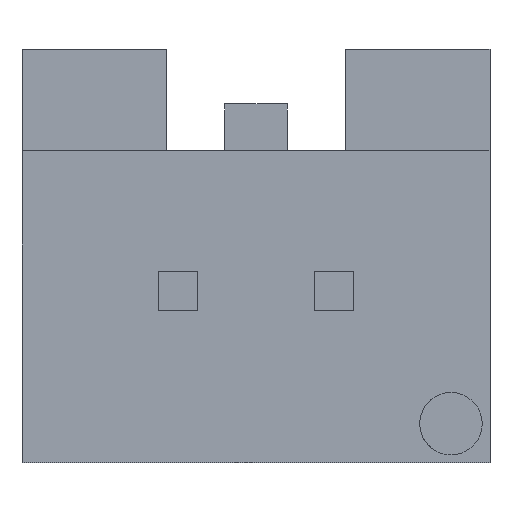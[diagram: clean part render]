
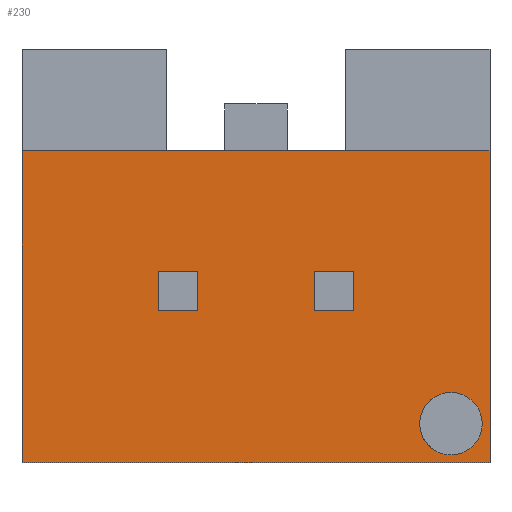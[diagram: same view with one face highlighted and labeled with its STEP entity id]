
A CAD part, front view. The second image highlights one B-rep face of the part: STEP entity #230.
In plain terms, the highlighted planar face has unit normal (0, -1, 0).
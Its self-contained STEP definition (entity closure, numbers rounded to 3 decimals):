
#55=AXIS2_PLACEMENT_3D('Circle Axis2P3D',#53,#54,$) ;
#109=AXIS2_PLACEMENT_3D('Circle Axis2P3D',#107,#108,$) ;
#122=AXIS2_PLACEMENT_3D('Plane Axis2P3D',#119,#120,#121) ;
#50=CARTESIAN_POINT('Vertex',(2.5,-3.85,-2.1)) ;
#53=CARTESIAN_POINT('Axis2P3D Location',(2.5,-3.85,-1.7)) ;
#57=CARTESIAN_POINT('Vertex',(2.5,-3.85,-1.3)) ;
#107=CARTESIAN_POINT('Axis2P3D Location',(2.5,-3.85,-1.7)) ;
#119=CARTESIAN_POINT('Axis2P3D Location',(-3.,-3.85,3.1)) ;
#124=CARTESIAN_POINT('Line Origine',(3.,-3.85,-0.2)) ;
#128=CARTESIAN_POINT('Vertex',(3.,-3.85,1.8)) ;
#130=CARTESIAN_POINT('Vertex',(3.,-3.85,-2.2)) ;
#133=CARTESIAN_POINT('Line Origine',(0.,-3.85,1.8)) ;
#137=CARTESIAN_POINT('Vertex',(-3.,-3.85,1.8)) ;
#140=CARTESIAN_POINT('Line Origine',(-3.,-3.85,-0.2)) ;
#144=CARTESIAN_POINT('Vertex',(-3.,-3.85,-2.2)) ;
#147=CARTESIAN_POINT('Line Origine',(0.,-3.85,-2.2)) ;
#158=CARTESIAN_POINT('Line Origine',(-1.25,-3.85,0.)) ;
#162=CARTESIAN_POINT('Vertex',(-1.25,-3.85,0.25)) ;
#164=CARTESIAN_POINT('Vertex',(-1.25,-3.85,-0.25)) ;
#167=CARTESIAN_POINT('Line Origine',(-1.,-3.85,0.25)) ;
#171=CARTESIAN_POINT('Vertex',(-0.75,-3.85,0.25)) ;
#174=CARTESIAN_POINT('Line Origine',(-0.75,-3.85,0.)) ;
#178=CARTESIAN_POINT('Vertex',(-0.75,-3.85,-0.25)) ;
#181=CARTESIAN_POINT('Line Origine',(-1.,-3.85,-0.25)) ;
#196=CARTESIAN_POINT('Line Origine',(0.75,-3.85,0.)) ;
#200=CARTESIAN_POINT('Vertex',(0.75,-3.85,0.25)) ;
#202=CARTESIAN_POINT('Vertex',(0.75,-3.85,-0.25)) ;
#205=CARTESIAN_POINT('Line Origine',(1.,-3.85,0.25)) ;
#209=CARTESIAN_POINT('Vertex',(1.25,-3.85,0.25)) ;
#212=CARTESIAN_POINT('Line Origine',(1.25,-3.85,0.)) ;
#216=CARTESIAN_POINT('Vertex',(1.25,-3.85,-0.25)) ;
#219=CARTESIAN_POINT('Line Origine',(1.,-3.85,-0.25)) ;
#54=DIRECTION('Axis2P3D Direction',(0.,1.,0.)) ;
#108=DIRECTION('Axis2P3D Direction',(0.,1.,0.)) ;
#120=DIRECTION('Axis2P3D Direction',(0.,1.,0.)) ;
#121=DIRECTION('Axis2P3D XDirection',(0.,0.,1.)) ;
#125=DIRECTION('Vector Direction',(0.,0.,-1.)) ;
#134=DIRECTION('Vector Direction',(-1.,0.,0.)) ;
#141=DIRECTION('Vector Direction',(0.,0.,-1.)) ;
#148=DIRECTION('Vector Direction',(1.,0.,0.)) ;
#159=DIRECTION('Vector Direction',(0.,0.,-1.)) ;
#168=DIRECTION('Vector Direction',(-1.,0.,0.)) ;
#175=DIRECTION('Vector Direction',(0.,0.,1.)) ;
#182=DIRECTION('Vector Direction',(1.,0.,0.)) ;
#197=DIRECTION('Vector Direction',(0.,0.,-1.)) ;
#206=DIRECTION('Vector Direction',(-1.,0.,0.)) ;
#213=DIRECTION('Vector Direction',(0.,0.,1.)) ;
#220=DIRECTION('Vector Direction',(1.,0.,0.)) ;
#126=VECTOR('Line Direction',#125,1.) ;
#135=VECTOR('Line Direction',#134,1.) ;
#142=VECTOR('Line Direction',#141,1.) ;
#149=VECTOR('Line Direction',#148,1.) ;
#160=VECTOR('Line Direction',#159,1.) ;
#169=VECTOR('Line Direction',#168,1.) ;
#176=VECTOR('Line Direction',#175,1.) ;
#183=VECTOR('Line Direction',#182,1.) ;
#198=VECTOR('Line Direction',#197,1.) ;
#207=VECTOR('Line Direction',#206,1.) ;
#214=VECTOR('Line Direction',#213,1.) ;
#221=VECTOR('Line Direction',#220,1.) ;
#153=ORIENTED_EDGE('',*,*,#132,.F.) ;
#154=ORIENTED_EDGE('',*,*,#139,.T.) ;
#155=ORIENTED_EDGE('',*,*,#146,.T.) ;
#156=ORIENTED_EDGE('',*,*,#151,.T.) ;
#187=ORIENTED_EDGE('',*,*,#166,.F.) ;
#188=ORIENTED_EDGE('',*,*,#173,.F.) ;
#189=ORIENTED_EDGE('',*,*,#180,.F.) ;
#190=ORIENTED_EDGE('',*,*,#185,.F.) ;
#193=ORIENTED_EDGE('',*,*,#111,.F.) ;
#194=ORIENTED_EDGE('',*,*,#59,.F.) ;
#225=ORIENTED_EDGE('',*,*,#204,.F.) ;
#226=ORIENTED_EDGE('',*,*,#211,.F.) ;
#227=ORIENTED_EDGE('',*,*,#218,.F.) ;
#228=ORIENTED_EDGE('',*,*,#223,.F.) ;
#191=FACE_BOUND('',#186,.T.) ;
#195=FACE_BOUND('',#192,.T.) ;
#229=FACE_BOUND('',#224,.T.) ;
#230=ADVANCED_FACE('',(#157,#191,#195,#229),#123,.F.) ;
#56=CIRCLE('generated circle',#55,0.4) ;
#110=CIRCLE('generated circle',#109,0.4) ;
#59=EDGE_CURVE('',#51,#58,#56,.F.) ;
#111=EDGE_CURVE('',#58,#51,#110,.F.) ;
#132=EDGE_CURVE('',#129,#131,#127,.T.) ;
#139=EDGE_CURVE('',#129,#138,#136,.T.) ;
#146=EDGE_CURVE('',#138,#145,#143,.T.) ;
#151=EDGE_CURVE('',#145,#131,#150,.T.) ;
#166=EDGE_CURVE('',#163,#165,#161,.T.) ;
#173=EDGE_CURVE('',#172,#163,#170,.T.) ;
#180=EDGE_CURVE('',#179,#172,#177,.T.) ;
#185=EDGE_CURVE('',#165,#179,#184,.T.) ;
#204=EDGE_CURVE('',#201,#203,#199,.T.) ;
#211=EDGE_CURVE('',#210,#201,#208,.T.) ;
#218=EDGE_CURVE('',#217,#210,#215,.T.) ;
#223=EDGE_CURVE('',#203,#217,#222,.T.) ;
#152=EDGE_LOOP('',(#153,#154,#155,#156)) ;
#186=EDGE_LOOP('',(#187,#188,#189,#190)) ;
#192=EDGE_LOOP('',(#193,#194)) ;
#224=EDGE_LOOP('',(#225,#226,#227,#228)) ;
#157=FACE_OUTER_BOUND('',#152,.T.) ;
#127=LINE('Line',#124,#126) ;
#136=LINE('Line',#133,#135) ;
#143=LINE('Line',#140,#142) ;
#150=LINE('Line',#147,#149) ;
#161=LINE('Line',#158,#160) ;
#170=LINE('Line',#167,#169) ;
#177=LINE('Line',#174,#176) ;
#184=LINE('Line',#181,#183) ;
#199=LINE('Line',#196,#198) ;
#208=LINE('Line',#205,#207) ;
#215=LINE('Line',#212,#214) ;
#222=LINE('Line',#219,#221) ;
#123=PLANE('Plane',#122) ;
#51=VERTEX_POINT('',#50) ;
#58=VERTEX_POINT('',#57) ;
#129=VERTEX_POINT('',#128) ;
#131=VERTEX_POINT('',#130) ;
#138=VERTEX_POINT('',#137) ;
#145=VERTEX_POINT('',#144) ;
#163=VERTEX_POINT('',#162) ;
#165=VERTEX_POINT('',#164) ;
#172=VERTEX_POINT('',#171) ;
#179=VERTEX_POINT('',#178) ;
#201=VERTEX_POINT('',#200) ;
#203=VERTEX_POINT('',#202) ;
#210=VERTEX_POINT('',#209) ;
#217=VERTEX_POINT('',#216) ;
